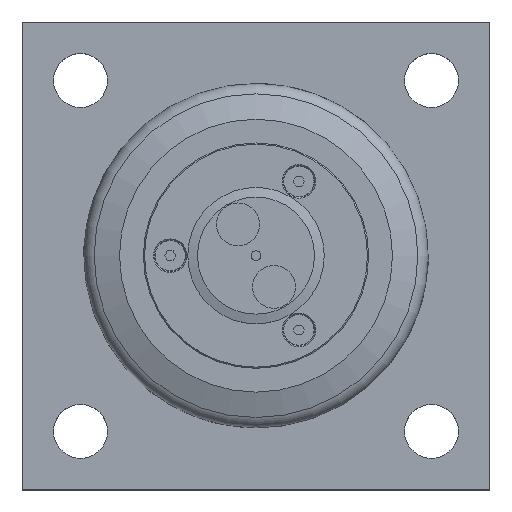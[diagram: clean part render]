
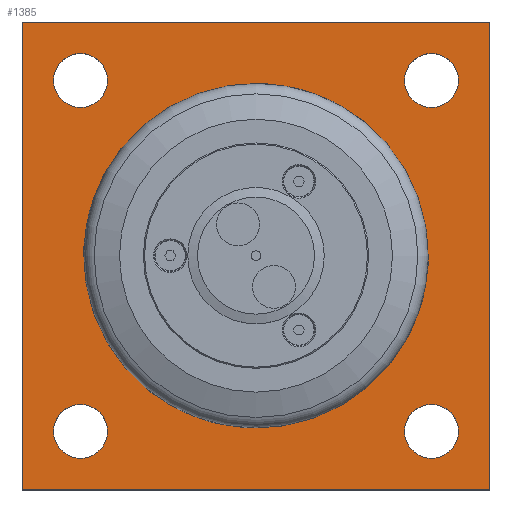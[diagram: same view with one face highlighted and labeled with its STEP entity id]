
A CAD part, top view. The second image highlights one B-rep face of the part: STEP entity #1385.
In plain terms, the highlighted planar face has unit normal (0, 0, 1).
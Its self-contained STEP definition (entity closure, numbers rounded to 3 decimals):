
#52=FACE_BOUND('',#340,.T.);
#53=FACE_BOUND('',#341,.T.);
#54=FACE_BOUND('',#342,.T.);
#55=FACE_BOUND('',#343,.T.);
#56=FACE_BOUND('',#344,.T.);
#129=CIRCLE('',#1550,29.);
#136=CIRCLE('',#1561,6.918);
#137=CIRCLE('',#1562,6.918);
#138=CIRCLE('',#1563,6.918);
#139=CIRCLE('',#1564,6.918);
#140=CIRCLE('',#1565,6.918);
#141=CIRCLE('',#1566,6.918);
#142=CIRCLE('',#1567,6.918);
#143=CIRCLE('',#1568,6.918);
#241=FACE_OUTER_BOUND('',#339,.T.);
#339=EDGE_LOOP('',(#1204,#1205,#1206,#1207));
#340=EDGE_LOOP('',(#1208,#1209));
#341=EDGE_LOOP('',(#1210,#1211));
#342=EDGE_LOOP('',(#1212,#1213));
#343=EDGE_LOOP('',(#1214,#1215));
#344=EDGE_LOOP('',(#1216));
#442=LINE('',#2437,#541);
#443=LINE('',#2439,#542);
#444=LINE('',#2441,#543);
#445=LINE('',#2442,#544);
#541=VECTOR('',#1958,10.);
#542=VECTOR('',#1959,10.);
#543=VECTOR('',#1960,10.);
#544=VECTOR('',#1961,10.);
#664=VERTEX_POINT('',#2414);
#671=VERTEX_POINT('',#2435);
#672=VERTEX_POINT('',#2436);
#673=VERTEX_POINT('',#2438);
#674=VERTEX_POINT('',#2440);
#675=VERTEX_POINT('',#2443);
#676=VERTEX_POINT('',#2444);
#677=VERTEX_POINT('',#2447);
#678=VERTEX_POINT('',#2448);
#679=VERTEX_POINT('',#2451);
#680=VERTEX_POINT('',#2452);
#681=VERTEX_POINT('',#2455);
#682=VERTEX_POINT('',#2456);
#845=EDGE_CURVE('',#664,#664,#129,.T.);
#854=EDGE_CURVE('',#671,#672,#442,.T.);
#855=EDGE_CURVE('',#673,#671,#443,.T.);
#856=EDGE_CURVE('',#674,#673,#444,.T.);
#857=EDGE_CURVE('',#672,#674,#445,.T.);
#858=EDGE_CURVE('',#675,#676,#136,.T.);
#859=EDGE_CURVE('',#676,#675,#137,.T.);
#860=EDGE_CURVE('',#677,#678,#138,.T.);
#861=EDGE_CURVE('',#678,#677,#139,.T.);
#862=EDGE_CURVE('',#679,#680,#140,.T.);
#863=EDGE_CURVE('',#680,#679,#141,.T.);
#864=EDGE_CURVE('',#681,#682,#142,.T.);
#865=EDGE_CURVE('',#682,#681,#143,.T.);
#1204=ORIENTED_EDGE('',*,*,#854,.F.);
#1205=ORIENTED_EDGE('',*,*,#855,.F.);
#1206=ORIENTED_EDGE('',*,*,#856,.F.);
#1207=ORIENTED_EDGE('',*,*,#857,.F.);
#1208=ORIENTED_EDGE('',*,*,#858,.T.);
#1209=ORIENTED_EDGE('',*,*,#859,.T.);
#1210=ORIENTED_EDGE('',*,*,#860,.T.);
#1211=ORIENTED_EDGE('',*,*,#861,.T.);
#1212=ORIENTED_EDGE('',*,*,#862,.T.);
#1213=ORIENTED_EDGE('',*,*,#863,.T.);
#1214=ORIENTED_EDGE('',*,*,#864,.T.);
#1215=ORIENTED_EDGE('',*,*,#865,.T.);
#1216=ORIENTED_EDGE('',*,*,#845,.T.);
#1311=PLANE('',#1560);
#1385=ADVANCED_FACE('',(#241,#52,#53,#54,#55,#56),#1311,.T.);
#1550=AXIS2_PLACEMENT_3D('',#2416,#1934,#1935);
#1560=AXIS2_PLACEMENT_3D('',#2434,#1956,#1957);
#1561=AXIS2_PLACEMENT_3D('',#2445,#1962,#1963);
#1562=AXIS2_PLACEMENT_3D('',#2446,#1964,#1965);
#1563=AXIS2_PLACEMENT_3D('',#2449,#1966,#1967);
#1564=AXIS2_PLACEMENT_3D('',#2450,#1968,#1969);
#1565=AXIS2_PLACEMENT_3D('',#2453,#1970,#1971);
#1566=AXIS2_PLACEMENT_3D('',#2454,#1972,#1973);
#1567=AXIS2_PLACEMENT_3D('',#2457,#1974,#1975);
#1568=AXIS2_PLACEMENT_3D('',#2458,#1976,#1977);
#1934=DIRECTION('center_axis',(0.,0.,-1.));
#1935=DIRECTION('ref_axis',(0.,1.,0.));
#1956=DIRECTION('center_axis',(0.,0.,1.));
#1957=DIRECTION('ref_axis',(1.,0.,0.));
#1958=DIRECTION('',(0.,1.,0.));
#1959=DIRECTION('',(-1.,0.,0.));
#1960=DIRECTION('',(0.,-1.,0.));
#1961=DIRECTION('',(1.,0.,0.));
#1962=DIRECTION('center_axis',(0.,0.,-1.));
#1963=DIRECTION('ref_axis',(1.,0.,0.));
#1964=DIRECTION('center_axis',(0.,0.,-1.));
#1965=DIRECTION('ref_axis',(1.,0.,0.));
#1966=DIRECTION('center_axis',(0.,0.,-1.));
#1967=DIRECTION('ref_axis',(1.,0.,0.));
#1968=DIRECTION('center_axis',(0.,0.,-1.));
#1969=DIRECTION('ref_axis',(1.,0.,0.));
#1970=DIRECTION('center_axis',(0.,0.,-1.));
#1971=DIRECTION('ref_axis',(1.,0.,0.));
#1972=DIRECTION('center_axis',(0.,0.,-1.));
#1973=DIRECTION('ref_axis',(1.,0.,0.));
#1974=DIRECTION('center_axis',(0.,0.,-1.));
#1975=DIRECTION('ref_axis',(1.,0.,0.));
#1976=DIRECTION('center_axis',(0.,0.,-1.));
#1977=DIRECTION('ref_axis',(1.,0.,0.));
#2414=CARTESIAN_POINT('',(60.,31.,20.));
#2416=CARTESIAN_POINT('Origin',(60.,60.,20.));
#2434=CARTESIAN_POINT('Origin',(60.,60.,20.));
#2435=CARTESIAN_POINT('',(0.,0.,20.));
#2436=CARTESIAN_POINT('',(0.,120.,20.));
#2437=CARTESIAN_POINT('',(0.,120.,20.));
#2438=CARTESIAN_POINT('',(120.,0.,20.));
#2439=CARTESIAN_POINT('',(0.,0.,20.));
#2440=CARTESIAN_POINT('',(120.,120.,20.));
#2441=CARTESIAN_POINT('',(120.,0.,20.));
#2442=CARTESIAN_POINT('',(120.,120.,20.));
#2443=CARTESIAN_POINT('',(21.918,105.,20.));
#2444=CARTESIAN_POINT('',(8.083,105.,20.));
#2445=CARTESIAN_POINT('Origin',(15.,105.,20.));
#2446=CARTESIAN_POINT('Origin',(15.,105.,20.));
#2447=CARTESIAN_POINT('',(111.918,105.,20.));
#2448=CARTESIAN_POINT('',(98.083,105.,20.));
#2449=CARTESIAN_POINT('Origin',(105.,105.,20.));
#2450=CARTESIAN_POINT('Origin',(105.,105.,20.));
#2451=CARTESIAN_POINT('',(111.918,15.,20.));
#2452=CARTESIAN_POINT('',(98.083,15.,20.));
#2453=CARTESIAN_POINT('Origin',(105.,15.,20.));
#2454=CARTESIAN_POINT('Origin',(105.,15.,20.));
#2455=CARTESIAN_POINT('',(21.918,15.,20.));
#2456=CARTESIAN_POINT('',(8.083,15.,20.));
#2457=CARTESIAN_POINT('Origin',(15.,15.,20.));
#2458=CARTESIAN_POINT('Origin',(15.,15.,20.));
